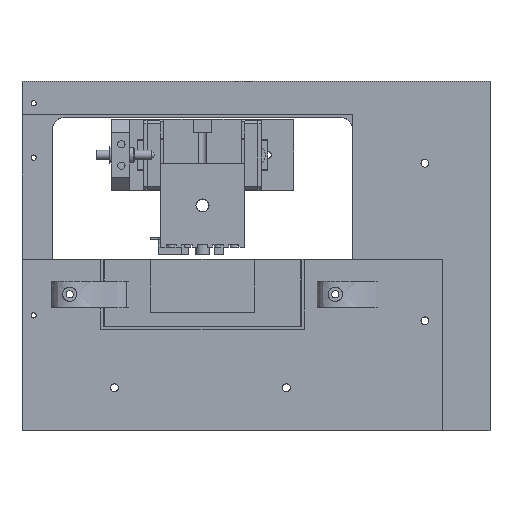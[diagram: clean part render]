
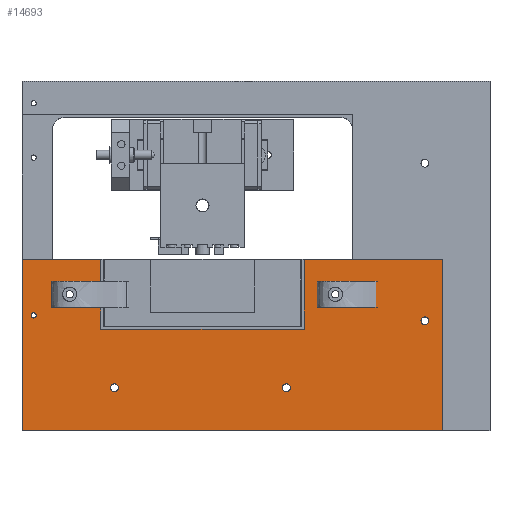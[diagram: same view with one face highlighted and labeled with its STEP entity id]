
A CAD part, top view. The second image highlights one B-rep face of the part: STEP entity #14693.
In plain terms, the highlighted planar face has unit normal (0, 0, 1).
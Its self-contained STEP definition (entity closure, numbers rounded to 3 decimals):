
#496=FACE_BOUND('',#1995,.T.);
#497=FACE_BOUND('',#1996,.T.);
#498=FACE_BOUND('',#1997,.T.);
#499=FACE_BOUND('',#1998,.T.);
#500=FACE_BOUND('',#1999,.T.);
#501=FACE_BOUND('',#2000,.T.);
#681=PLANE('',#15969);
#1167=FACE_OUTER_BOUND('',#1994,.T.);
#1994=EDGE_LOOP('',(#10144,#10145,#10146,#10147,#10148,#10149,#10150,#10151));
#1995=EDGE_LOOP('',(#10152));
#1996=EDGE_LOOP('',(#10153));
#1997=EDGE_LOOP('',(#10154));
#1998=EDGE_LOOP('',(#10155));
#1999=EDGE_LOOP('',(#10156));
#2000=EDGE_LOOP('',(#10157));
#2990=LINE('',#22481,#4335);
#2993=LINE('',#22486,#4338);
#2995=LINE('',#22490,#4340);
#2997=LINE('',#22494,#4342);
#2999=LINE('',#22498,#4344);
#3002=LINE('',#22504,#4347);
#3005=LINE('',#22510,#4350);
#3008=LINE('',#22514,#4353);
#4335=VECTOR('',#17810,10.);
#4338=VECTOR('',#17815,10.);
#4340=VECTOR('',#17819,10.);
#4342=VECTOR('',#17823,10.);
#4344=VECTOR('',#17827,10.);
#4347=VECTOR('',#17832,10.);
#4350=VECTOR('',#17837,10.);
#4353=VECTOR('',#17842,10.);
#5614=CIRCLE('',#15933,1.4);
#5616=CIRCLE('',#15936,1.4);
#5619=CIRCLE('',#15951,1.5);
#5621=CIRCLE('',#15954,1.5);
#5623=CIRCLE('',#15957,1.);
#5624=CIRCLE('',#15959,1.5);
#6273=VERTEX_POINT('',#22366);
#6275=VERTEX_POINT('',#22372);
#6305=VERTEX_POINT('',#22454);
#6307=VERTEX_POINT('',#22460);
#6309=VERTEX_POINT('',#22466);
#6310=VERTEX_POINT('',#22470);
#6313=VERTEX_POINT('',#22478);
#6314=VERTEX_POINT('',#22480);
#6315=VERTEX_POINT('',#22485);
#6316=VERTEX_POINT('',#22489);
#6317=VERTEX_POINT('',#22493);
#6318=VERTEX_POINT('',#22497);
#6320=VERTEX_POINT('',#22503);
#6322=VERTEX_POINT('',#22509);
#7717=EDGE_CURVE('',#6273,#6273,#5614,.T.);
#7720=EDGE_CURVE('',#6275,#6275,#5616,.T.);
#7760=EDGE_CURVE('',#6305,#6305,#5619,.T.);
#7763=EDGE_CURVE('',#6307,#6307,#5621,.T.);
#7766=EDGE_CURVE('',#6309,#6309,#5623,.T.);
#7768=EDGE_CURVE('',#6310,#6310,#5624,.T.);
#7773=EDGE_CURVE('',#6314,#6313,#2990,.T.);
#7776=EDGE_CURVE('',#6315,#6314,#2993,.T.);
#7778=EDGE_CURVE('',#6316,#6315,#2995,.T.);
#7780=EDGE_CURVE('',#6317,#6316,#2997,.T.);
#7782=EDGE_CURVE('',#6318,#6317,#2999,.T.);
#7785=EDGE_CURVE('',#6320,#6318,#3002,.T.);
#7788=EDGE_CURVE('',#6322,#6320,#3005,.T.);
#7791=EDGE_CURVE('',#6313,#6322,#3008,.T.);
#10144=ORIENTED_EDGE('',*,*,#7791,.T.);
#10145=ORIENTED_EDGE('',*,*,#7788,.T.);
#10146=ORIENTED_EDGE('',*,*,#7785,.T.);
#10147=ORIENTED_EDGE('',*,*,#7782,.T.);
#10148=ORIENTED_EDGE('',*,*,#7780,.T.);
#10149=ORIENTED_EDGE('',*,*,#7778,.T.);
#10150=ORIENTED_EDGE('',*,*,#7776,.T.);
#10151=ORIENTED_EDGE('',*,*,#7773,.T.);
#10152=ORIENTED_EDGE('',*,*,#7717,.T.);
#10153=ORIENTED_EDGE('',*,*,#7720,.T.);
#10154=ORIENTED_EDGE('',*,*,#7768,.T.);
#10155=ORIENTED_EDGE('',*,*,#7766,.T.);
#10156=ORIENTED_EDGE('',*,*,#7763,.T.);
#10157=ORIENTED_EDGE('',*,*,#7760,.T.);
#14693=ADVANCED_FACE('',(#1167,#496,#497,#498,#499,#500,#501),#681,.T.);
#15933=AXIS2_PLACEMENT_3D('',#22367,#17708,#17709);
#15936=AXIS2_PLACEMENT_3D('',#22373,#17715,#17716);
#15951=AXIS2_PLACEMENT_3D('',#22455,#17782,#17783);
#15954=AXIS2_PLACEMENT_3D('',#22461,#17789,#17790);
#15957=AXIS2_PLACEMENT_3D('',#22467,#17796,#17797);
#15959=AXIS2_PLACEMENT_3D('',#22471,#17801,#17802);
#15969=AXIS2_PLACEMENT_3D('',#22515,#17843,#17844);
#17708=DIRECTION('center_axis',(0.,0.,-1.));
#17709=DIRECTION('ref_axis',(1.,0.,0.));
#17715=DIRECTION('center_axis',(0.,0.,-1.));
#17716=DIRECTION('ref_axis',(1.,0.,0.));
#17782=DIRECTION('center_axis',(0.,0.,-1.));
#17783=DIRECTION('ref_axis',(-1.,0.,0.));
#17789=DIRECTION('center_axis',(0.,0.,-1.));
#17790=DIRECTION('ref_axis',(-1.,0.,0.));
#17796=DIRECTION('center_axis',(0.,0.,-1.));
#17797=DIRECTION('ref_axis',(-1.,0.,0.));
#17801=DIRECTION('center_axis',(0.,0.,-1.));
#17802=DIRECTION('ref_axis',(-1.,0.,0.));
#17810=DIRECTION('',(0.,-1.,0.));
#17815=DIRECTION('',(-1.,0.,0.));
#17819=DIRECTION('',(0.,1.,0.));
#17823=DIRECTION('',(-1.,0.,0.));
#17827=DIRECTION('',(0.,-1.,0.));
#17832=DIRECTION('',(-1.,0.,0.));
#17837=DIRECTION('',(0.,1.,0.));
#17842=DIRECTION('',(1.,0.,0.));
#17843=DIRECTION('center_axis',(0.,0.,1.));
#17844=DIRECTION('ref_axis',(1.,0.,0.));
#22366=CARTESIAN_POINT('',(29.06,-14.73,3.));
#22367=CARTESIAN_POINT('Origin',(30.46,-14.73,3.));
#22372=CARTESIAN_POINT('',(-72.94,-14.73,3.));
#22373=CARTESIAN_POINT('Origin',(-71.54,-14.73,3.));
#22454=CARTESIAN_POINT('',(-52.84,-50.59,3.));
#22455=CARTESIAN_POINT('Origin',(-54.34,-50.59,3.));
#22460=CARTESIAN_POINT('',(13.16,-50.59,3.));
#22461=CARTESIAN_POINT('Origin',(11.66,-50.59,3.));
#22466=CARTESIAN_POINT('',(-84.34,-22.83,3.));
#22467=CARTESIAN_POINT('Origin',(-85.34,-22.83,3.));
#22470=CARTESIAN_POINT('',(66.34,-24.91,3.));
#22471=CARTESIAN_POINT('Origin',(64.84,-24.91,3.));
#22478=CARTESIAN_POINT('',(-89.84,-67.09,3.));
#22480=CARTESIAN_POINT('',(-89.84,-1.33,3.));
#22481=CARTESIAN_POINT('',(-89.84,-1.33,3.));
#22485=CARTESIAN_POINT('',(-59.54,-1.33,3.));
#22486=CARTESIAN_POINT('',(-59.54,-1.33,3.));
#22489=CARTESIAN_POINT('',(-59.54,-28.13,3.));
#22490=CARTESIAN_POINT('',(-59.54,-28.13,3.));
#22493=CARTESIAN_POINT('',(18.46,-28.13,3.));
#22494=CARTESIAN_POINT('',(18.46,-28.13,3.));
#22497=CARTESIAN_POINT('',(18.46,-1.33,3.));
#22498=CARTESIAN_POINT('',(18.46,-1.33,3.));
#22503=CARTESIAN_POINT('',(71.627,-1.33,3.));
#22504=CARTESIAN_POINT('',(71.627,-1.33,3.));
#22509=CARTESIAN_POINT('',(71.627,-67.09,3.));
#22510=CARTESIAN_POINT('',(71.627,-67.09,3.));
#22514=CARTESIAN_POINT('',(-89.84,-67.09,3.));
#22515=CARTESIAN_POINT('Origin',(-9.107,-34.21,3.));
